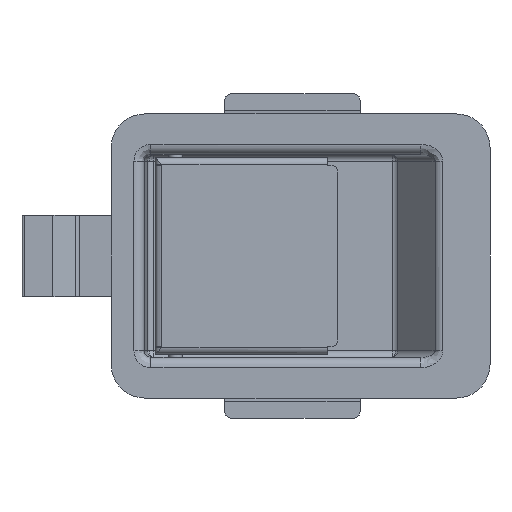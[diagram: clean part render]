
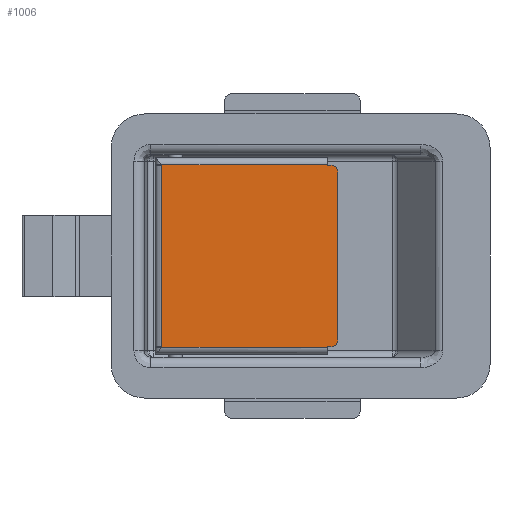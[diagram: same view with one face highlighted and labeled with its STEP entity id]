
A CAD part, front view. The second image highlights one B-rep face of the part: STEP entity #1006.
In plain terms, the highlighted planar face has unit normal (0, -1, 0).
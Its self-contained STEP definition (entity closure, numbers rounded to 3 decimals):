
#198=TRIMMED_CURVE($,#467,(#9233),(#9234),.T.,.CARTESIAN.);
#205=TRIMMED_CURVE($,#474,(#9380),(#9381),.T.,.CARTESIAN.);
#467=CIRCLE('',#6327,1.);
#474=CIRCLE('',#6334,1.);
#741=PLANE('',#6272);
#1006=ADVANCED_FACE('',(#1389),#741,.T.);
#1389=FACE_OUTER_BOUND('',#1780,.T.);
#1780=EDGE_LOOP('',(#2643,#2644,#2645,#2646,#2647,#2648,#2649,#2650,#2651,
#2652,#2653,#2654));
#2643=ORIENTED_EDGE('',*,*,#4184,.F.);
#2644=ORIENTED_EDGE('',*,*,#4140,.F.);
#2645=ORIENTED_EDGE('',*,*,#4102,.F.);
#2646=ORIENTED_EDGE('',*,*,#4051,.F.);
#2647=ORIENTED_EDGE('',*,*,#4141,.F.);
#2648=ORIENTED_EDGE('',*,*,#4142,.F.);
#2649=ORIENTED_EDGE('',*,*,#4143,.F.);
#2650=ORIENTED_EDGE('',*,*,#4138,.F.);
#2651=ORIENTED_EDGE('',*,*,#4119,.F.);
#2652=ORIENTED_EDGE('',*,*,#4117,.F.);
#2653=ORIENTED_EDGE('',*,*,#4114,.F.);
#2654=ORIENTED_EDGE('',*,*,#4139,.F.);
#4051=EDGE_CURVE('',#5495,#5504,#4893,.T.);
#4102=EDGE_CURVE('',#5504,#5529,#4936,.T.);
#4114=EDGE_CURVE('',#5540,#5541,#198,.T.);
#4117=EDGE_CURVE('',#5541,#5542,#4949,.T.);
#4119=EDGE_CURVE('',#5542,#5543,#4951,.T.);
#4138=EDGE_CURVE('',#5543,#5501,#4969,.T.);
#4139=EDGE_CURVE('',#5562,#5540,#4970,.T.);
#4140=EDGE_CURVE('',#5529,#5563,#4971,.T.);
#4141=EDGE_CURVE('',#5564,#5495,#4972,.T.);
#4142=EDGE_CURVE('',#5565,#5564,#4973,.T.);
#4143=EDGE_CURVE('',#5501,#5565,#4974,.T.);
#4184=EDGE_CURVE('',#5563,#5562,#205,.T.);
#4893=B_SPLINE_CURVE_WITH_KNOTS('',1,(#9070,#9071),.UNSPECIFIED.,.F.,.F.,
(2,2),(0.,24.5),.UNSPECIFIED.);
#4936=B_SPLINE_CURVE_WITH_KNOTS('',1,(#9208,#9209),.UNSPECIFIED.,.F.,.F.,
(2,2),(0.,0.1),.UNSPECIFIED.);
#4949=B_SPLINE_CURVE_WITH_KNOTS('',1,(#9240,#9241),.UNSPECIFIED.,.F.,.F.,
(2,2),(0.,0.5),.UNSPECIFIED.);
#4951=B_SPLINE_CURVE_WITH_KNOTS('',1,(#9244,#9245),.UNSPECIFIED.,.F.,.F.,
(2,2),(0.,0.1),.UNSPECIFIED.);
#4969=B_SPLINE_CURVE_WITH_KNOTS('',1,(#9283,#9284),.UNSPECIFIED.,.F.,.F.,
(2,2),(0.,24.5),.UNSPECIFIED.);
#4970=B_SPLINE_CURVE_WITH_KNOTS('',1,(#9285,#9286),.UNSPECIFIED.,.F.,.F.,
(2,2),(-24.8,0.),.UNSPECIFIED.);
#4971=B_SPLINE_CURVE_WITH_KNOTS('',1,(#9287,#9288),.UNSPECIFIED.,.F.,.F.,
(2,2),(-0.5,0.),.UNSPECIFIED.);
#4972=B_SPLINE_CURVE_WITH_KNOTS('',1,(#9289,#9290),.UNSPECIFIED.,.F.,.F.,
(2,2),(-0.1,0.),.UNSPECIFIED.);
#4973=B_SPLINE_CURVE_WITH_KNOTS('',1,(#9291,#9292),.UNSPECIFIED.,.F.,.F.,
(2,2),(-26.8,0.),.UNSPECIFIED.);
#4974=B_SPLINE_CURVE_WITH_KNOTS('',1,(#9293,#9294),.UNSPECIFIED.,.F.,.F.,
(2,2),(-0.1,0.),.UNSPECIFIED.);
#5495=VERTEX_POINT('',#8912);
#5501=VERTEX_POINT('',#8918);
#5504=VERTEX_POINT('',#8921);
#5529=VERTEX_POINT('',#8946);
#5540=VERTEX_POINT('',#8957);
#5541=VERTEX_POINT('',#8958);
#5542=VERTEX_POINT('',#8959);
#5543=VERTEX_POINT('',#8960);
#5562=VERTEX_POINT('',#8979);
#5563=VERTEX_POINT('',#8980);
#5564=VERTEX_POINT('',#8981);
#5565=VERTEX_POINT('',#8982);
#6272=AXIS2_PLACEMENT_3D('',#8798,#6931,$);
#6327=AXIS2_PLACEMENT_3D($,#9232,#6996,#6997);
#6334=AXIS2_PLACEMENT_3D($,#9379,#7010,#7011);
#6931=DIRECTION('',(0.,-1.,0.));
#6996=DIRECTION('',(0.,1.,0.));
#6997=DIRECTION('',(1.,0.,0.));
#7010=DIRECTION('',(0.,1.,0.));
#7011=DIRECTION('',(0.,0.,1.));
#8798=CARTESIAN_POINT('',(-18.6,0.,-16.2));
#8912=CARTESIAN_POINT('',(-16.,0.,13.5));
#8918=CARTESIAN_POINT('',(-16.,0.,-13.5));
#8921=CARTESIAN_POINT('',(8.5,0.,13.5));
#8946=CARTESIAN_POINT('',(8.5,0.,13.4));
#8957=CARTESIAN_POINT('',(10.,0.,-12.4));
#8958=CARTESIAN_POINT('',(9.,0.,-13.4));
#8959=CARTESIAN_POINT('',(8.5,0.,-13.4));
#8960=CARTESIAN_POINT('',(8.5,0.,-13.5));
#8979=CARTESIAN_POINT('',(10.,0.,12.4));
#8980=CARTESIAN_POINT('',(9.,0.,13.4));
#8981=CARTESIAN_POINT('',(-16.,0.,13.4));
#8982=CARTESIAN_POINT('',(-16.,0.,-13.4));
#9070=CARTESIAN_POINT('',(-16.,0.,13.5));
#9071=CARTESIAN_POINT('',(8.5,0.,13.5));
#9208=CARTESIAN_POINT('',(8.5,0.,13.5));
#9209=CARTESIAN_POINT('',(8.5,0.,13.4));
#9232=CARTESIAN_POINT('',(9.,0.,-12.4));
#9233=CARTESIAN_POINT('',(10.,0.,-12.4));
#9234=CARTESIAN_POINT('',(9.,0.,-13.4));
#9240=CARTESIAN_POINT('',(9.,0.,-13.4));
#9241=CARTESIAN_POINT('',(8.5,0.,-13.4));
#9244=CARTESIAN_POINT('',(8.5,0.,-13.4));
#9245=CARTESIAN_POINT('',(8.5,0.,-13.5));
#9283=CARTESIAN_POINT('',(8.5,0.,-13.5));
#9284=CARTESIAN_POINT('',(-16.,0.,-13.5));
#9285=CARTESIAN_POINT('',(10.,0.,12.4));
#9286=CARTESIAN_POINT('',(10.,0.,-12.4));
#9287=CARTESIAN_POINT('',(8.5,0.,13.4));
#9288=CARTESIAN_POINT('',(9.,0.,13.4));
#9289=CARTESIAN_POINT('',(-16.,0.,13.4));
#9290=CARTESIAN_POINT('',(-16.,0.,13.5));
#9291=CARTESIAN_POINT('',(-16.,0.,-13.4));
#9292=CARTESIAN_POINT('',(-16.,0.,13.4));
#9293=CARTESIAN_POINT('',(-16.,0.,-13.5));
#9294=CARTESIAN_POINT('',(-16.,0.,-13.4));
#9379=CARTESIAN_POINT('',(9.,0.,12.4));
#9380=CARTESIAN_POINT('',(9.,0.,13.4));
#9381=CARTESIAN_POINT('',(10.,0.,12.4));
